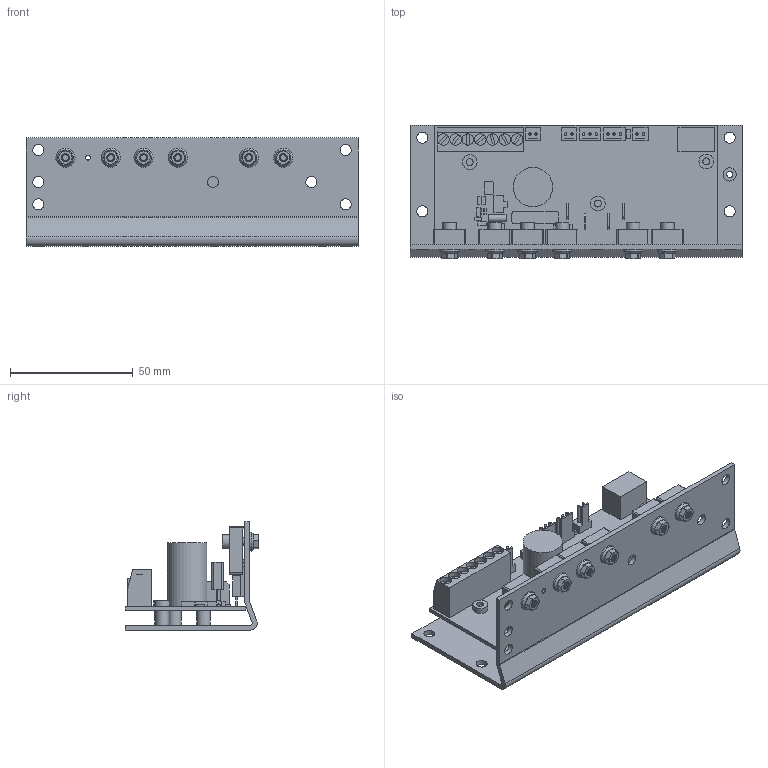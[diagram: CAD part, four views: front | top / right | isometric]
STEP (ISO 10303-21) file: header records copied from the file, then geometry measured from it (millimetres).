
FILE_DESCRIPTION( ( 'Unknown' ), '1' );
FILE_NAME( 'TC-XX-PR-59, TEMP CONTROLLER, PID PROGR 10-30V.stp', 'Unknown', ( 'Unknown' ), ( 'Unknown' ), 'PSStep 15.0.49', 'Unknown', ' ' );
FILE_SCHEMA( ( 'AUTOMOTIVE_DESIGN { 1 0 10303 214 1 1 1 1 }' ) );
Length unit declared in the file: millimetre
Products named in the file (11): TC-WIRE3-PR-59; RKO-90929, Connector F 1x3, Molex 22-01-2035; 145001, CONTROL MULTI PRG, 10-30V PR-59; 245001, CONTROL MULTI, TYPE P-03C; RPL-80000, THERMAL PAD PR-59, PR-59 6XTO220-1; RFE-01019, SCREW M3X10, MC6S ST8.8 FL; RYD-50009, MOUNTING BRACKET, PR-59-2; RFE-01049, screw m3x6, mrt gf st fzb; RFE-50023, CLAMP TO-220, INSULATOR; RFE-73902, NUT M3, TENSI ST FZB; Assem1
Assembly tree (27 placements, depth 3):
  Assem1
    145001, CONTROL MULTI PRG, 10-30V PR-59
      245001, CONTROL MULTI, TYPE P-03C
      RPL-80000, THERMAL PAD PR-59, PR-59 6XTO220-1
      RFE-01019, SCREW M3X10, MC6S ST8.8 FL  x6
      RYD-50009, MOUNTING BRACKET, PR-59-2
      RFE-01049, screw m3x6, mrt gf st fzb  x3
      RFE-50023, CLAMP TO-220, INSULATOR  x6
      RFE-73902, NUT M3, TENSI ST FZB  x6
    TC-WIRE3-PR-59
      RKO-90929, Connector F 1x3, Molex 22-01-2035
Bounding box: 135 x 54.33 x 44 mm (x, y, z)
Volume: 61267.9 mm3; surface area: 63074.2 mm2
Topology: 25 solids, 25 shells, 1121 faces, 2726 edges, 1757 vertices
Faces by surface type: plane 731, cylinder 240, cone 150
Full cylindrical faces by diameter (mm): 0.108 x1, 0.991 x12, 2 x1, 2.454 x30, 2.459 x4, 2.82 x3, 3 x33, 3.2 x6, 3.25 x6, 3.292 x6, 3.5 x9, 3.78 x6, 4.5 x11, 4.7 x7, 5.39 x4, 5.5 x6, 6 x3, 7.8 x6, 16 x1
Entity records: 24857 total; most frequent: CARTESIAN_POINT 3604, DIRECTION 3291, ORIENTED_EDGE 3248, EDGE_CURVE 1624, LINE 1347, VECTOR 1347, VERTEX_POINT 1113, AXIS2_PLACEMENT_3D 972
